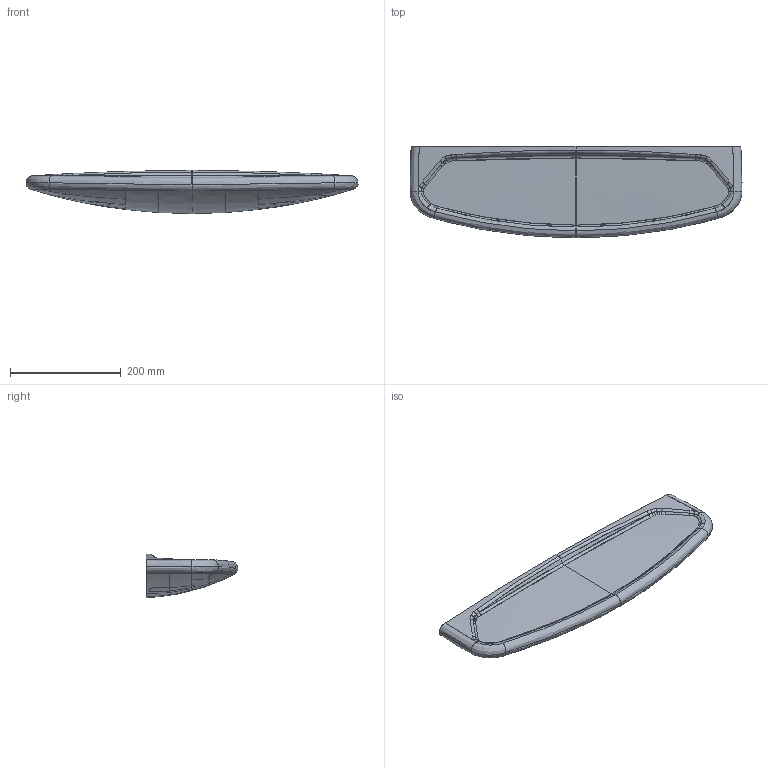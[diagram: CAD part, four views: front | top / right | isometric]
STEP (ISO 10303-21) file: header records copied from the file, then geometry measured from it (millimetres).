
FILE_DESCRIPTION(/* description */ (''),/* implementation_level */ '2;1');
FILE_NAME(/* name */ '781860.stp',/* time_stamp */ '2020-06-09T09:35:33+02:00',/* author */ (''),/* organization */ (''),/* preprocessor_version */ 'ST-DEVELOPER v16',/* originating_system */ 'SIEMENS PLM Software NX 10.0',/* authorisation */ '');
FILE_SCHEMA (('AUTOMOTIVE_DESIGN { 1 0 10303 214 3 1 1 1 }'));
Length unit declared in the file: millimetre
Products named in the file (1): klei2CC0AC17ne1f
Bounding box: 599.47 x 165.01 x 78 mm (x, y, z)
Surface area: 242452.6 mm2 (no closed solid volume)
Topology: 0 solids, 148 shells, 148 faces, 684 edges, 702 vertices
Faces by surface type: bspline 138, plane 10
Entity records: 12848 total; most frequent: CARTESIAN_POINT 8005, ORIENTED_EDGE 682, VERTEX_POINT 682, EDGE_CURVE 682, B_SPLINE_CURVE_WITH_KNOTS 662, STYLED_ITEM 168, PRESENTATION_STYLE_ASSIGNMENT 168, SURFACE_STYLE_USAGE 148
